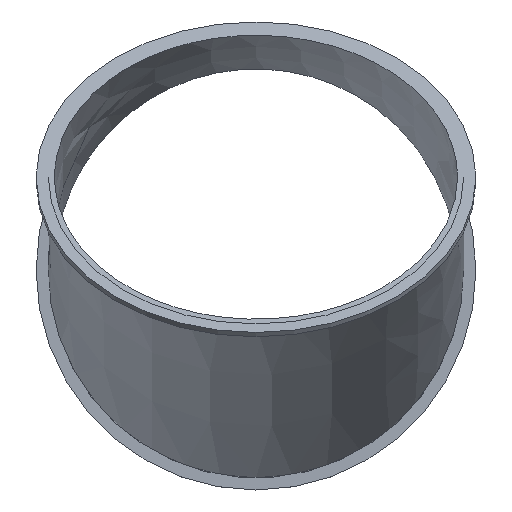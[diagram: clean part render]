
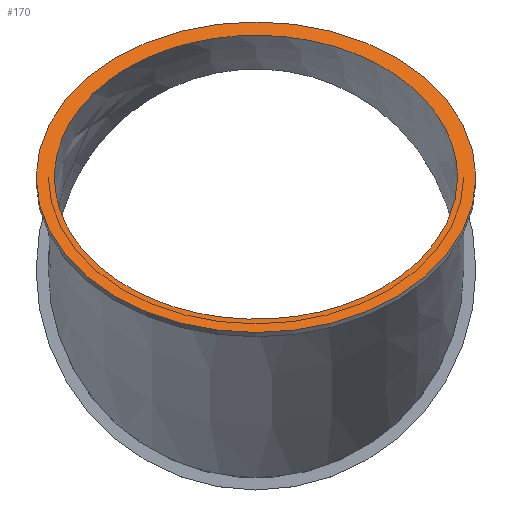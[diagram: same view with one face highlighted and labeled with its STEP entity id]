
A CAD part, top view. The second image highlights one B-rep face of the part: STEP entity #170.
In plain terms, the highlighted planar face has unit normal (0, 0.707, 0.707).
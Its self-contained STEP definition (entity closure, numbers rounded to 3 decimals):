
#21=PLANE('',#188);
#27=FACE_BOUND('',#54,.T.);
#28=FACE_BOUND('',#55,.T.);
#39=FACE_OUTER_BOUND('',#53,.T.);
#53=EDGE_LOOP('',(#150));
#54=EDGE_LOOP('',(#151));
#55=EDGE_LOOP('',(#152,#153));
#63=CIRCLE('',#181,102.);
#66=CIRCLE('',#186,108.);
#77=B_SPLINE_CURVE_WITH_KNOTS('',3,(#567,#568,#569,#570,#571,#572,#573,
#574,#575,#576,#577,#578,#579,#580,#581,#582,#583,#584,#585,#586,#587,#588,
#589,#590,#591,#592,#593,#594,#595,#596,#597,#598,#599,#600,#601,#602,#603,
#604),.UNSPECIFIED.,.T.,.F.,(4,2,2,2,2,2,2,2,2,2,2,2,2,2,2,2,2,2,4),(0.,
0.964,4.833,8.693,12.545,16.401,
20.267,24.14,28.016,31.887,35.748,
39.599,43.443,47.29,49.214,53.081,
56.971,59.649,62.306),.UNSPECIFIED.);
#87=VERTEX_POINT('',#372);
#88=VERTEX_POINT('',#380);
#91=VERTEX_POINT('',#418);
#93=VERTEX_POINT('',#562);
#105=EDGE_CURVE('',#87,#88,#63,.T.);
#110=EDGE_CURVE('',#91,#91,#66,.T.);
#113=EDGE_CURVE('',#93,#93,#77,.T.);
#150=ORIENTED_EDGE('',*,*,#110,.F.);
#151=ORIENTED_EDGE('',*,*,#113,.T.);
#152=ORIENTED_EDGE('',*,*,#105,.F.);
#153=ORIENTED_EDGE('',*,*,#105,.T.);
#170=ADVANCED_FACE('',(#39,#27,#28),#21,.F.);
#181=AXIS2_PLACEMENT_3D('',#381,#207,#208);
#186=AXIS2_PLACEMENT_3D('',#419,#217,#218);
#188=AXIS2_PLACEMENT_3D('',#605,#221,#222);
#207=DIRECTION('center_axis',(0.,-0.707,-0.707));
#208=DIRECTION('ref_axis',(-1.,0.,0.));
#217=DIRECTION('center_axis',(0.,-0.707,-0.707));
#218=DIRECTION('ref_axis',(-1.,0.,0.));
#221=DIRECTION('center_axis',(0.,-0.707,-0.707));
#222=DIRECTION('ref_axis',(-1.,0.,0.));
#372=CARTESIAN_POINT('',(102.,47.892,115.622));
#380=CARTESIAN_POINT('',(-102.,47.892,115.622));
#381=CARTESIAN_POINT('Origin',(0.,47.892,115.622));
#418=CARTESIAN_POINT('',(108.,47.892,115.622));
#419=CARTESIAN_POINT('Origin',(0.,47.892,115.622));
#562=CARTESIAN_POINT('',(99.,47.892,115.622));
#567=CARTESIAN_POINT('Ctrl Pts',(53.569,106.614,56.901));
#568=CARTESIAN_POINT('Ctrl Pts',(56.273,105.386,58.129));
#569=CARTESIAN_POINT('Ctrl Pts',(58.892,104.066,59.449));
#570=CARTESIAN_POINT('Ctrl Pts',(71.54,97.01,66.505));
#571=CARTESIAN_POINT('Ctrl Pts',(80.006,90.016,73.499));
#572=CARTESIAN_POINT('Ctrl Pts',(92.639,74.141,89.374));
#573=CARTESIAN_POINT('Ctrl Pts',(96.694,65.418,98.097));
#574=CARTESIAN_POINT('Ctrl Pts',(99.831,47.378,116.136));
#575=CARTESIAN_POINT('Ctrl Pts',(98.89,38.238,125.277));
#576=CARTESIAN_POINT('Ctrl Pts',(92.099,20.716,142.799));
#577=CARTESIAN_POINT('Ctrl Pts',(86.31,12.506,151.009));
#578=CARTESIAN_POINT('Ctrl Pts',(70.589,-1.904,165.419));
#579=CARTESIAN_POINT('Ctrl Pts',(60.798,-7.96,171.475));
#580=CARTESIAN_POINT('Ctrl Pts',(38.466,-17.091,180.606));
#581=CARTESIAN_POINT('Ctrl Pts',(26.131,-20.073,183.587));
#582=CARTESIAN_POINT('Ctrl Pts',(0.535,-22.528,186.042));
#583=CARTESIAN_POINT('Ctrl Pts',(-12.486,-21.976,185.491));
#584=CARTESIAN_POINT('Ctrl Pts',(-37.477,-17.377,180.892));
#585=CARTESIAN_POINT('Ctrl Pts',(-49.213,-13.377,176.892));
#586=CARTESIAN_POINT('Ctrl Pts',(-69.824,-2.435,165.949));
#587=CARTESIAN_POINT('Ctrl Pts',(-78.512,4.397,159.118));
#588=CARTESIAN_POINT('Ctrl Pts',(-91.671,20.011,143.504));
#589=CARTESIAN_POINT('Ctrl Pts',(-96.027,28.638,134.877));
#590=CARTESIAN_POINT('Ctrl Pts',(-99.813,46.575,116.94));
#591=CARTESIAN_POINT('Ctrl Pts',(-99.212,55.711,107.804));
#592=CARTESIAN_POINT('Ctrl Pts',(-93.096,73.314,90.2));
#593=CARTESIAN_POINT('Ctrl Pts',(-87.637,81.611,81.904));
#594=CARTESIAN_POINT('Ctrl Pts',(-76.312,92.604,70.911));
#595=CARTESIAN_POINT('Ctrl Pts',(-72.04,96.,67.514));
#596=CARTESIAN_POINT('Ctrl Pts',(-57.873,105.272,58.243));
#597=CARTESIAN_POINT('Ctrl Pts',(-46.792,110.096,53.418));
#598=CARTESIAN_POINT('Ctrl Pts',(-22.57,116.495,47.02));
#599=CARTESIAN_POINT('Ctrl Pts',(-9.648,117.988,45.527));
#600=CARTESIAN_POINT('Ctrl Pts',(12.232,117.471,46.043));
#601=CARTESIAN_POINT('Ctrl Pts',(21.073,116.411,47.104));
#602=CARTESIAN_POINT('Ctrl Pts',(38.049,112.659,50.855));
#603=CARTESIAN_POINT('Ctrl Pts',(46.113,109.998,53.517));
#604=CARTESIAN_POINT('Ctrl Pts',(53.569,106.614,56.901));
#605=CARTESIAN_POINT('Origin',(0.,47.892,115.622));
